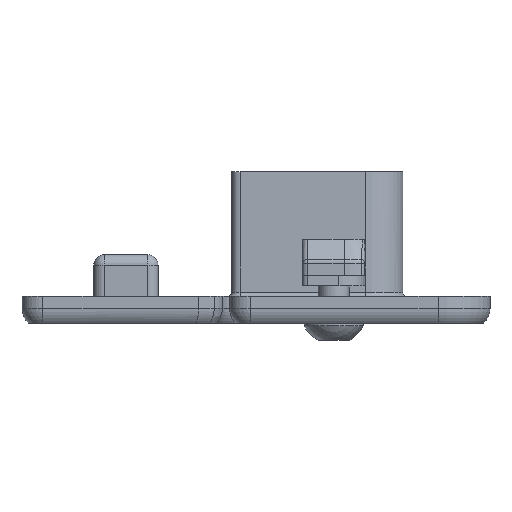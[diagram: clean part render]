
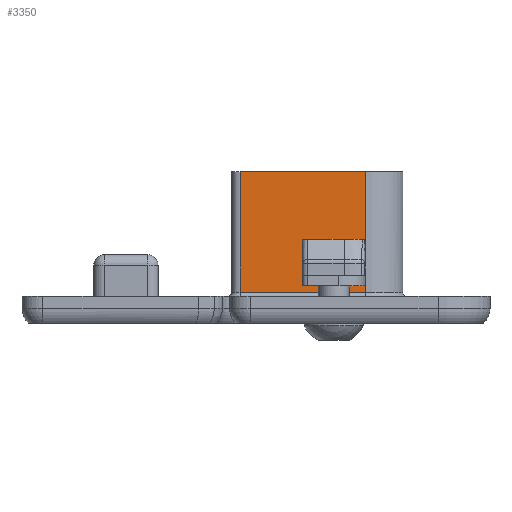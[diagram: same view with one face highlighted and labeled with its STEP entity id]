
A CAD part, front view. The second image highlights one B-rep face of the part: STEP entity #3350.
In plain terms, the highlighted planar face has unit normal (0, -1, 0).
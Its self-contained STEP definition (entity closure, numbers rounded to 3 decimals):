
#140=PLANE('',#3728);
#358=FACE_OUTER_BOUND('',#583,.T.);
#583=EDGE_LOOP('',(#2754,#2755,#2756,#2757));
#768=LINE('',#5513,#1031);
#770=LINE('',#5522,#1033);
#846=LINE('',#5841,#1109);
#848=LINE('',#5861,#1111);
#1031=VECTOR('',#4247,10.);
#1033=VECTOR('',#4257,10.);
#1109=VECTOR('',#4543,10.);
#1111=VECTOR('',#4553,10.);
#1527=VERTEX_POINT('',#5510);
#1528=VERTEX_POINT('',#5512);
#1531=VERTEX_POINT('',#5520);
#1639=VERTEX_POINT('',#5839);
#1874=EDGE_CURVE('',#1528,#1527,#768,.T.);
#1879=EDGE_CURVE('',#1531,#1527,#770,.T.);
#2026=EDGE_CURVE('',#1639,#1528,#846,.T.);
#2031=EDGE_CURVE('',#1531,#1639,#848,.T.);
#2754=ORIENTED_EDGE('',*,*,#2026,.T.);
#2755=ORIENTED_EDGE('',*,*,#1874,.T.);
#2756=ORIENTED_EDGE('',*,*,#1879,.F.);
#2757=ORIENTED_EDGE('',*,*,#2031,.T.);
#3350=ADVANCED_FACE('',(#358),#140,.F.);
#3728=AXIS2_PLACEMENT_3D('',#5860,#4551,#4552);
#4247=DIRECTION('',(0.,0.,1.));
#4257=DIRECTION('',(1.,0.,0.));
#4543=DIRECTION('',(1.,0.,0.));
#4551=DIRECTION('center_axis',(0.,1.,0.));
#4552=DIRECTION('ref_axis',(-1.,0.,0.));
#4553=DIRECTION('',(0.,0.,-1.));
#5510=CARTESIAN_POINT('',(-44.96,-2.4,50.096));
#5512=CARTESIAN_POINT('',(-44.96,-2.4,38.496));
#5513=CARTESIAN_POINT('',(-44.96,-2.4,42.096));
#5520=CARTESIAN_POINT('',(-57.,-2.4,50.096));
#5522=CARTESIAN_POINT('',(-50.22,-2.4,50.096));
#5839=CARTESIAN_POINT('',(-57.,-2.4,38.496));
#5841=CARTESIAN_POINT('',(-50.23,-2.4,38.496));
#5860=CARTESIAN_POINT('Origin',(-44.96,-2.4,38.096));
#5861=CARTESIAN_POINT('',(-57.,-2.4,40.096));
